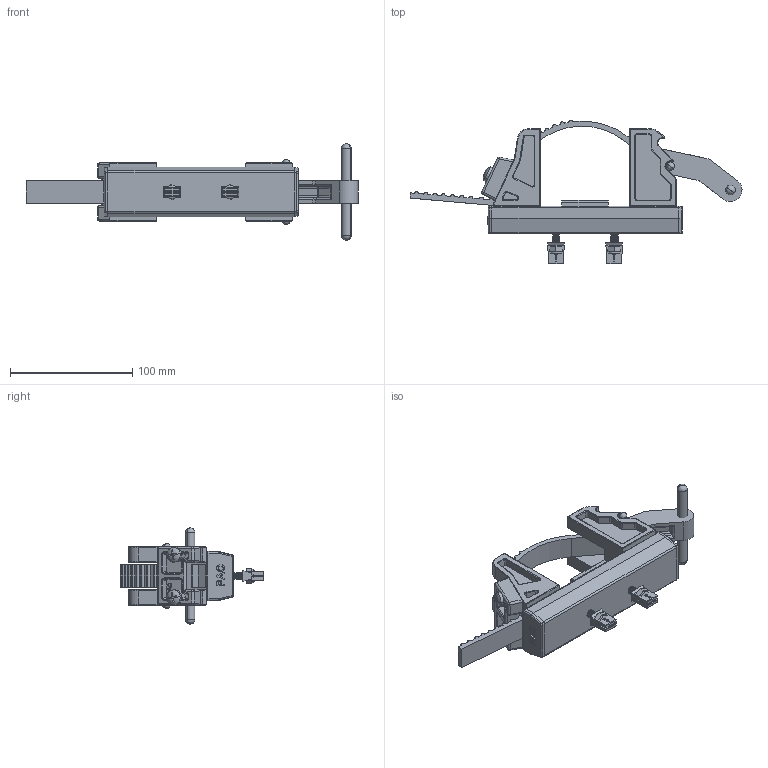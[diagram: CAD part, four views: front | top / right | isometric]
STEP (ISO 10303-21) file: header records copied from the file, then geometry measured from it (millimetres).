
FILE_DESCRIPTION (( 'STEP AP203' ), '1' );
FILE_NAME ('K5006S.STEP', '2020-02-27T21:03:12', ( 'admin' ), ( 'Hewlett-Packard Company' ), 'SwSTEP 2.0', 'SolidWorks 2019', '' );
FILE_SCHEMA (( 'CONFIG_CONTROL_DESIGN' ));
Length unit declared in the file: inch
Products named in the file (17): 2019_5.5; 2049; 2019EC; 7016; 2008(S) - IN USE_black; 7029_1.875; 1006-907.RA; 1006-3-CUT2  ; 3024_collapsed; 2005 RB; 3017_HFBOLT 0.25-20x1.25x0.75-C; 2004-1P; 1006-908.RA_BLACK; 2069LN_MSHXNUT 0.250-20-S-N; 2003UP; K5006S; 2035n_1.875" APART
Assembly tree (26 placements, depth 3):
  K5006S
    2019_5.5
    2019EC  x2
    2008(S) - IN USE_black
    1006-3-CUT2  
    2035n_1.875" APART
      3017_HFBOLT 0.25-20x1.25x0.75-C  x2
      2069LN_MSHXNUT 0.250-20-S-N  x2
    7029_1.875
      2049  x2
      7016  x2
    1006-907.RA
      3017_HFBOLT 0.25-20x1.25x0.75-C  x3
      3024_collapsed
      2004-1P
      2003UP
    1006-908.RA_BLACK
      2005 RB
      3017_HFBOLT 0.25-20x1.25x0.75-C
      3024_collapsed
Bounding box: 271.71 x 117.65 x 78.89 mm (x, y, z)
Volume: 238754.8 mm3; surface area: 121920.4 mm2
Topology: 27 solids, 27 shells, 3595 faces, 9254 edges, 5838 vertices
Faces by surface type: plane 1325, cylinder 792, cone 696, bspline 586, torus 170, sphere 26
Entity records: 102433 total; most frequent: CARTESIAN_POINT 45096, ORIENTED_EDGE 12288, DIRECTION 10153, EDGE_CURVE 6144, VERTEX_POINT 3919, VECTOR 3647, LINE 3647, AXIS2_PLACEMENT_3D 3253
